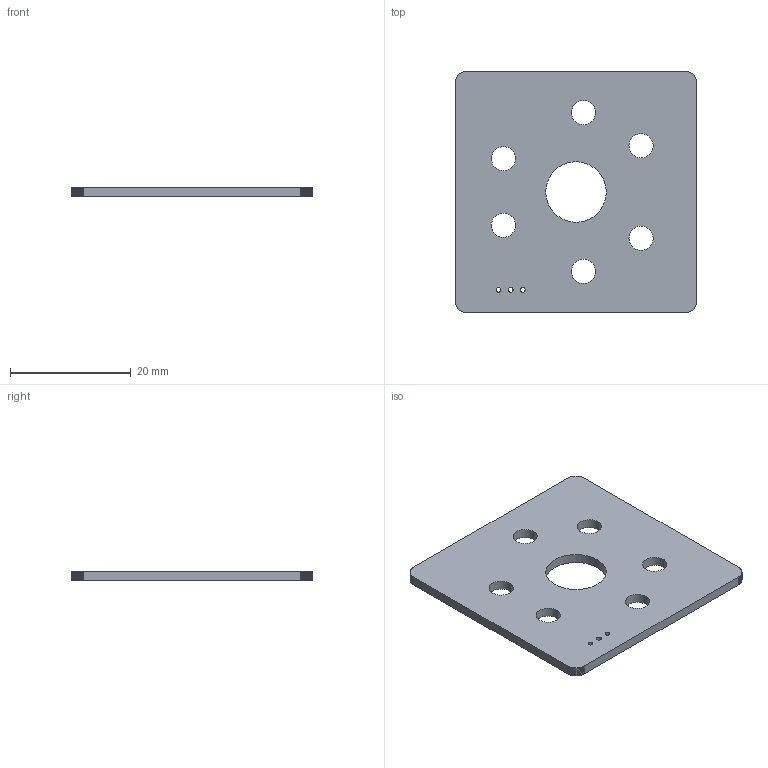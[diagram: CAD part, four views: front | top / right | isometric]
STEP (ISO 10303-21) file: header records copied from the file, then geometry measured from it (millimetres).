
FILE_DESCRIPTION(/* description */ (''),/* implementation_level */ '2;1');
FILE_NAME(/* name */ 'frikks-fabricatable-probe-pcb',/* time_stamp */ '2022-03-13T16:58:37+01:00',/* author */ (''),/* organization */ (''),/* preprocessor_version */ 'ST-DEVELOPER v16.5',/* originating_system */ 'Rhino 7.15',/* authorisation */ '');
FILE_SCHEMA (('CONFIG_CONTROL_DESIGN'));
Length unit declared in the file: millimetre
Products named in the file (1): Document
Bounding box: 40 x 40 x 1.6 mm (x, y, z)
Volume: 2305.8 mm3; surface area: 3315.7 mm2
Topology: 1 solids, 1 shells, 98 faces, 288 edges, 192 vertices
Faces by surface type: plane 78, cylinder 20
Entity records: 2992 total; most frequent: CARTESIAN_POINT 988, ORIENTED_EDGE 576, EDGE_CURVE 288, B_SPLINE_CURVE_WITH_KNOTS 228, VERTEX_POINT 192, EDGE_LOOP 118, DIRECTION 102, AXIS2_PLACEMENT_3D 100
